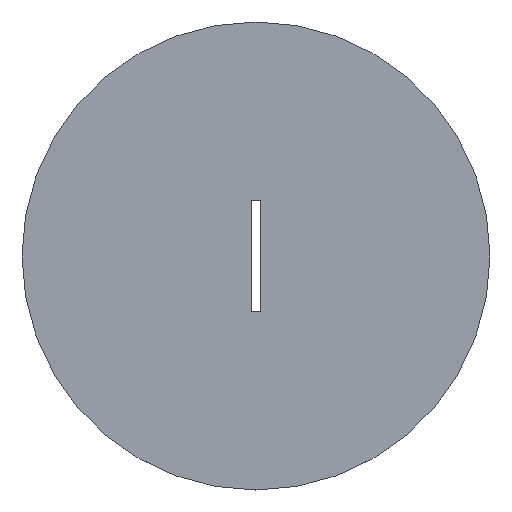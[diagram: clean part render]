
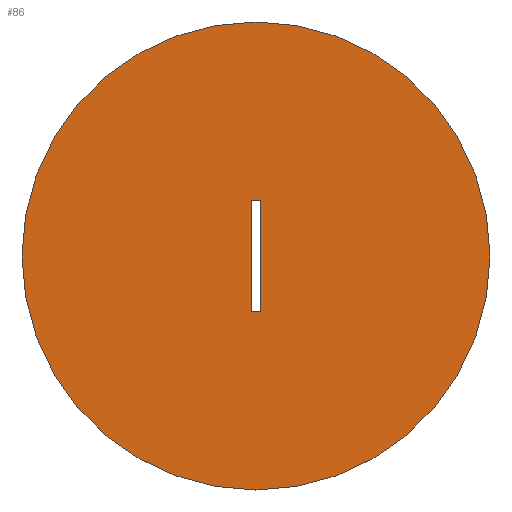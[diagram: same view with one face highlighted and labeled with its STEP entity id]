
A CAD part, top view. The second image highlights one B-rep face of the part: STEP entity #86.
In plain terms, the highlighted planar face has unit normal (0, 0, 1).
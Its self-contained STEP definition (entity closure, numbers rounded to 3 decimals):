
#27=CARTESIAN_POINT('',(0.,0.,0.2));
#28=DIRECTION('',(0.,0.,1.));
#29=DIRECTION('',(1.,0.,0.));
#30=AXIS2_PLACEMENT_3D('',#27,#28,#29);
#31=PLANE('',#30);
#32=CARTESIAN_POINT('',(-0.25,3.,0.2));
#33=VERTEX_POINT('',#32);
#34=CARTESIAN_POINT('',(-0.25,-3.,0.2));
#35=VERTEX_POINT('',#34);
#36=CARTESIAN_POINT('',(-0.25,3.,0.2));
#37=DIRECTION('',(0.,-1.,0.));
#38=VECTOR('',#37,6.);
#39=LINE('',#36,#38);
#40=EDGE_CURVE('',#33,#35,#39,.T.);
#41=ORIENTED_EDGE('',*,*,#40,.F.);
#42=CARTESIAN_POINT('',(0.25,3.,0.2));
#43=VERTEX_POINT('',#42);
#44=CARTESIAN_POINT('',(0.25,3.,0.2));
#45=DIRECTION('',(-1.,0.,0.));
#46=VECTOR('',#45,0.5);
#47=LINE('',#44,#46);
#48=EDGE_CURVE('',#43,#33,#47,.T.);
#49=ORIENTED_EDGE('',*,*,#48,.F.);
#50=CARTESIAN_POINT('',(0.25,-3.,0.2));
#51=VERTEX_POINT('',#50);
#52=CARTESIAN_POINT('',(0.25,-3.,0.2));
#53=DIRECTION('',(-0.,1.,0.));
#54=VECTOR('',#53,6.);
#55=LINE('',#52,#54);
#56=EDGE_CURVE('',#51,#43,#55,.T.);
#57=ORIENTED_EDGE('',*,*,#56,.F.);
#58=CARTESIAN_POINT('',(-0.25,-3.,0.2));
#59=DIRECTION('',(1.,0.,-0.));
#60=VECTOR('',#59,0.5);
#61=LINE('',#58,#60);
#62=EDGE_CURVE('',#35,#51,#61,.T.);
#63=ORIENTED_EDGE('',*,*,#62,.F.);
#64=EDGE_LOOP('',(#41,#49,#57,#63));
#65=FACE_BOUND('',#64,.T.);
#66=CARTESIAN_POINT('',(12.7,-0.,0.2));
#67=VERTEX_POINT('',#66);
#68=CARTESIAN_POINT('',(-12.7,0.,0.2));
#69=VERTEX_POINT('',#68);
#70=CARTESIAN_POINT('',(0.,0.,0.2));
#71=DIRECTION('',(0.,0.,1.));
#72=DIRECTION('',(1.,0.,-0.));
#73=AXIS2_PLACEMENT_3D('',#70,#71,#72);
#74=CIRCLE('',#73,12.7);
#75=EDGE_CURVE('',#67,#69,#74,.T.);
#76=ORIENTED_EDGE('',*,*,#75,.T.);
#77=CARTESIAN_POINT('',(0.,0.,0.2));
#78=DIRECTION('',(0.,0.,1.));
#79=DIRECTION('',(1.,0.,-0.));
#80=AXIS2_PLACEMENT_3D('',#77,#78,#79);
#81=CIRCLE('',#80,12.7);
#82=EDGE_CURVE('',#69,#67,#81,.T.);
#83=ORIENTED_EDGE('',*,*,#82,.T.);
#84=EDGE_LOOP('',(#76,#83));
#85=FACE_BOUND('',#84,.T.);
#86=ADVANCED_FACE('',(#65,#85),#31,.T.);
